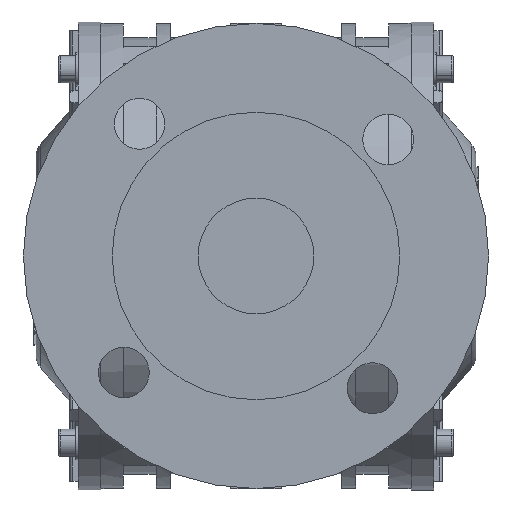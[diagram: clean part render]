
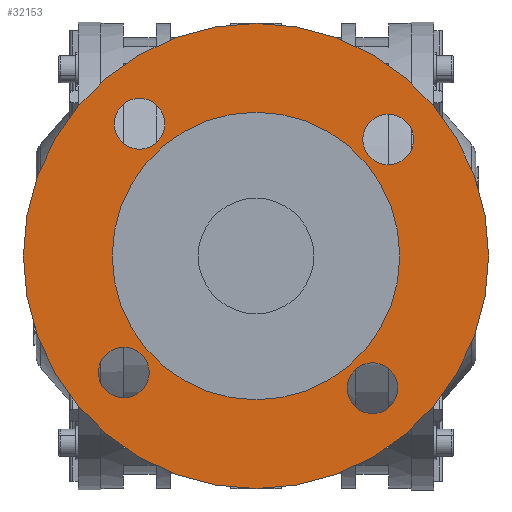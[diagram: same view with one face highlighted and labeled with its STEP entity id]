
A CAD part, left-side view. The second image highlights one B-rep face of the part: STEP entity #32153.
In plain terms, the highlighted planar face has unit normal (-1, 0, 0).
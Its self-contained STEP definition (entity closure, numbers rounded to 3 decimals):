
#724 = DIRECTION ( 'NONE',  ( 0., 0., 1. ) ) ;
#1040 = FACE_BOUND ( 'NONE', #22095, .T. ) ;
#1450 = CARTESIAN_POINT ( 'NONE',  ( -114.5, 0., 0. ) ) ;
#1454 = EDGE_LOOP ( 'NONE', ( #28173, #15666 ) ) ;
#2437 = VERTEX_POINT ( 'NONE', #7116 ) ;
#2459 = CIRCLE ( 'NONE', #32473, 9. ) ;
#2826 = DIRECTION ( 'NONE',  ( 0., 0., 1. ) ) ;
#2990 = EDGE_CURVE ( 'NONE', #12060, #29486, #22222, .T. ) ;
#3457 = ORIENTED_EDGE ( 'NONE', *, *, #31716, .F. ) ;
#3831 = CARTESIAN_POINT ( 'NONE',  ( -114.5, -46.882, 41.332 ) ) ;
#3872 = ORIENTED_EDGE ( 'NONE', *, *, #9783, .F. ) ;
#3926 = CARTESIAN_POINT ( 'NONE',  ( -114.5, 41.332, 46.882 ) ) ;
#3937 = DIRECTION ( 'NONE',  ( 0., 0., 1. ) ) ;
#4014 = DIRECTION ( 'NONE',  ( 0., 0., 1. ) ) ;
#4112 = DIRECTION ( 'NONE',  ( -1., 0., 0. ) ) ;
#4129 = DIRECTION ( 'NONE',  ( -1., 0., 0. ) ) ;
#4616 = EDGE_LOOP ( 'NONE', ( #25243, #7913 ) ) ;
#5442 = AXIS2_PLACEMENT_3D ( 'NONE', #28300, #13347, #21070 ) ;
#5977 = DIRECTION ( 'NONE',  ( -1., 0., 0. ) ) ;
#5980 = VERTEX_POINT ( 'NONE', #8656 ) ;
#6096 = VERTEX_POINT ( 'NONE', #30170 ) ;
#6146 = AXIS2_PLACEMENT_3D ( 'NONE', #13216, #13335, #31060 ) ;
#6476 = VERTEX_POINT ( 'NONE', #29990 ) ;
#6801 = DIRECTION ( 'NONE',  ( 0., 0., 1. ) ) ;
#7116 = CARTESIAN_POINT ( 'NONE',  ( -114.5, 46.882, -50.332 ) ) ;
#7515 = VERTEX_POINT ( 'NONE', #29449 ) ;
#7913 = ORIENTED_EDGE ( 'NONE', *, *, #17568, .F. ) ;
#7973 = AXIS2_PLACEMENT_3D ( 'NONE', #23441, #18105, #2826 ) ;
#8062 = CARTESIAN_POINT ( 'NONE',  ( -114.5, 0., 51. ) ) ;
#8112 = EDGE_LOOP ( 'NONE', ( #9137, #16987 ) ) ;
#8214 = FACE_BOUND ( 'NONE', #15272, .T. ) ;
#8656 = CARTESIAN_POINT ( 'NONE',  ( -114.5, 46.882, -32.332 ) ) ;
#8786 = CARTESIAN_POINT ( 'NONE',  ( -114.5, 46.882, -41.332 ) ) ;
#8919 = EDGE_CURVE ( 'NONE', #29486, #12060, #2459, .T. ) ;
#9137 = ORIENTED_EDGE ( 'NONE', *, *, #16723, .F. ) ;
#9559 = CARTESIAN_POINT ( 'NONE',  ( -114.5, 0., 0. ) ) ;
#9783 = EDGE_CURVE ( 'NONE', #6476, #10152, #32342, .T. ) ;
#9835 = DIRECTION ( 'NONE',  ( -1., 0., 0. ) ) ;
#10123 = VERTEX_POINT ( 'NONE', #11751 ) ;
#10152 = VERTEX_POINT ( 'NONE', #14327 ) ;
#10374 = CARTESIAN_POINT ( 'NONE',  ( -114.5, -46.882, 32.332 ) ) ;
#10419 = ORIENTED_EDGE ( 'NONE', *, *, #2990, .F. ) ;
#10937 = CARTESIAN_POINT ( 'NONE',  ( -114.5, 41.332, 46.882 ) ) ;
#11019 = DIRECTION ( 'NONE',  ( -1., 0., 0. ) ) ;
#11021 = EDGE_CURVE ( 'NONE', #10123, #17558, #29860, .T. ) ;
#11665 = VERTEX_POINT ( 'NONE', #29922 ) ;
#11751 = CARTESIAN_POINT ( 'NONE',  ( -114.5, 0., -82.5 ) ) ;
#11775 = ORIENTED_EDGE ( 'NONE', *, *, #8919, .F. ) ;
#11805 = CIRCLE ( 'NONE', #33020, 9. ) ;
#12060 = VERTEX_POINT ( 'NONE', #10374 ) ;
#13216 = CARTESIAN_POINT ( 'NONE',  ( -114.5, 0., 0. ) ) ;
#13335 = DIRECTION ( 'NONE',  ( 1., 0., 0. ) ) ;
#13347 = DIRECTION ( 'NONE',  ( -1., 0., 0. ) ) ;
#13462 = PLANE ( 'NONE',  #5442 ) ;
#14327 = CARTESIAN_POINT ( 'NONE',  ( -114.5, 41.332, 37.882 ) ) ;
#15207 = EDGE_CURVE ( 'NONE', #6096, #7515, #16194, .T. ) ;
#15272 = EDGE_LOOP ( 'NONE', ( #20527, #3457 ) ) ;
#15666 = ORIENTED_EDGE ( 'NONE', *, *, #15207, .F. ) ;
#15878 = DIRECTION ( 'NONE',  ( -1., 0., 0. ) ) ;
#16194 = CIRCLE ( 'NONE', #30275, 9. ) ;
#16350 = DIRECTION ( 'NONE',  ( 0., 0., 1. ) ) ;
#16723 = EDGE_CURVE ( 'NONE', #17558, #10123, #31691, .T. ) ;
#16987 = ORIENTED_EDGE ( 'NONE', *, *, #11021, .F. ) ;
#17558 = VERTEX_POINT ( 'NONE', #19166 ) ;
#17568 = EDGE_CURVE ( 'NONE', #11665, #19177, #18483, .T. ) ;
#17639 = CIRCLE ( 'NONE', #18467, 9. ) ;
#17824 = AXIS2_PLACEMENT_3D ( 'NONE', #30144, #9835, #30253 ) ;
#18105 = DIRECTION ( 'NONE',  ( -1., 0., 0. ) ) ;
#18467 = AXIS2_PLACEMENT_3D ( 'NONE', #10937, #20942, #23576 ) ;
#18483 = CIRCLE ( 'NONE', #30524, 51. ) ;
#18493 = DIRECTION ( 'NONE',  ( 0., 0., 1. ) ) ;
#19137 = AXIS2_PLACEMENT_3D ( 'NONE', #21975, #4129, #4014 ) ;
#19166 = CARTESIAN_POINT ( 'NONE',  ( -114.5, 0., 82.5 ) ) ;
#19177 = VERTEX_POINT ( 'NONE', #8062 ) ;
#19538 = DIRECTION ( 'NONE',  ( 1., 0., 0. ) ) ;
#20527 = ORIENTED_EDGE ( 'NONE', *, *, #31392, .F. ) ;
#20942 = DIRECTION ( 'NONE',  ( -1., 0., 0. ) ) ;
#21070 = DIRECTION ( 'NONE',  ( 0., 0., 1. ) ) ;
#21975 = CARTESIAN_POINT ( 'NONE',  ( -114.5, 0., 0. ) ) ;
#22095 = EDGE_LOOP ( 'NONE', ( #3872, #24278 ) ) ;
#22202 = FACE_OUTER_BOUND ( 'NONE', #8112, .T. ) ;
#22222 = CIRCLE ( 'NONE', #7973, 9. ) ;
#22972 = EDGE_CURVE ( 'NONE', #10152, #6476, #17639, .T. ) ;
#23441 = CARTESIAN_POINT ( 'NONE',  ( -114.5, -46.882, 41.332 ) ) ;
#23447 = CARTESIAN_POINT ( 'NONE',  ( -114.5, -46.882, 50.332 ) ) ;
#23469 = CARTESIAN_POINT ( 'NONE',  ( -114.5, -41.332, -46.882 ) ) ;
#23514 = AXIS2_PLACEMENT_3D ( 'NONE', #3926, #24312, #6801 ) ;
#23576 = DIRECTION ( 'NONE',  ( 0., 0., 1. ) ) ;
#24278 = ORIENTED_EDGE ( 'NONE', *, *, #22972, .F. ) ;
#24312 = DIRECTION ( 'NONE',  ( -1., 0., 0. ) ) ;
#25032 = CIRCLE ( 'NONE', #17824, 9. ) ;
#25097 = CIRCLE ( 'NONE', #28961, 9. ) ;
#25198 = EDGE_CURVE ( 'NONE', #7515, #6096, #25097, .T. ) ;
#25238 = AXIS2_PLACEMENT_3D ( 'NONE', #9559, #19538, #27446 ) ;
#25243 = ORIENTED_EDGE ( 'NONE', *, *, #31893, .F. ) ;
#26219 = CIRCLE ( 'NONE', #19137, 51. ) ;
#27385 = FACE_BOUND ( 'NONE', #28895, .T. ) ;
#27446 = DIRECTION ( 'NONE',  ( 0., 0., 1. ) ) ;
#28173 = ORIENTED_EDGE ( 'NONE', *, *, #25198, .F. ) ;
#28300 = CARTESIAN_POINT ( 'NONE',  ( -114.5, 0., 0. ) ) ;
#28665 = DIRECTION ( 'NONE',  ( 0., 0., 1. ) ) ;
#28895 = EDGE_LOOP ( 'NONE', ( #11775, #10419 ) ) ;
#28961 = AXIS2_PLACEMENT_3D ( 'NONE', #23469, #15878, #724 ) ;
#29449 = CARTESIAN_POINT ( 'NONE',  ( -114.5, -41.332, -37.882 ) ) ;
#29486 = VERTEX_POINT ( 'NONE', #23447 ) ;
#29753 = FACE_BOUND ( 'NONE', #1454, .T. ) ;
#29860 = CIRCLE ( 'NONE', #25238, 82.5 ) ;
#29922 = CARTESIAN_POINT ( 'NONE',  ( -114.5, 0., -51. ) ) ;
#29990 = CARTESIAN_POINT ( 'NONE',  ( -114.5, 41.332, 55.882 ) ) ;
#30144 = CARTESIAN_POINT ( 'NONE',  ( -114.5, 46.882, -41.332 ) ) ;
#30170 = CARTESIAN_POINT ( 'NONE',  ( -114.5, -41.332, -55.882 ) ) ;
#30253 = DIRECTION ( 'NONE',  ( 0., 0., 1. ) ) ;
#30275 = AXIS2_PLACEMENT_3D ( 'NONE', #31305, #5977, #18493 ) ;
#30524 = AXIS2_PLACEMENT_3D ( 'NONE', #1450, #4112, #16350 ) ;
#31060 = DIRECTION ( 'NONE',  ( 0., 0., 1. ) ) ;
#31305 = CARTESIAN_POINT ( 'NONE',  ( -114.5, -41.332, -46.882 ) ) ;
#31392 = EDGE_CURVE ( 'NONE', #5980, #2437, #25032, .T. ) ;
#31449 = DIRECTION ( 'NONE',  ( -1., 0., 0. ) ) ;
#31691 = CIRCLE ( 'NONE', #6146, 82.5 ) ;
#31716 = EDGE_CURVE ( 'NONE', #2437, #5980, #11805, .T. ) ;
#31893 = EDGE_CURVE ( 'NONE', #19177, #11665, #26219, .T. ) ;
#32153 = ADVANCED_FACE ( 'NONE', ( #1040, #27385, #29753, #8214, #22202, #32170 ), #13462, .T. ) ;
#32170 = FACE_BOUND ( 'NONE', #4616, .T. ) ;
#32342 = CIRCLE ( 'NONE', #23514, 9. ) ;
#32473 = AXIS2_PLACEMENT_3D ( 'NONE', #3831, #11019, #3937 ) ;
#33020 = AXIS2_PLACEMENT_3D ( 'NONE', #8786, #31449, #28665 ) ;
